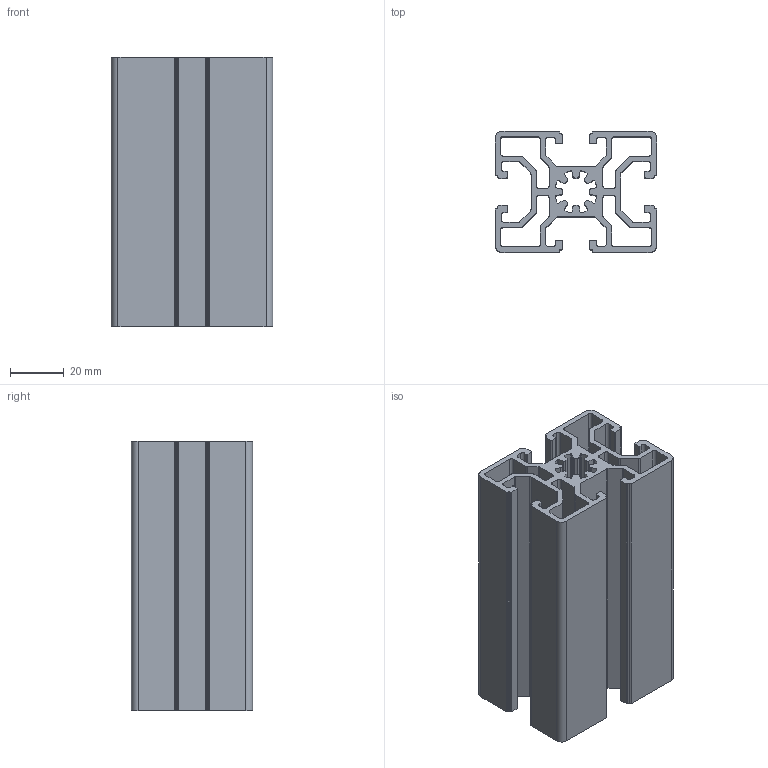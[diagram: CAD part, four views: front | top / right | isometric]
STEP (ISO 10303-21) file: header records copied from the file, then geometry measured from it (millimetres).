
FILE_DESCRIPTION (( 'STEP AP203' ), '1' );
FILE_NAME ('JL-10-4560E.STEP', '2019-07-24T05:51:30', ( 'User' ), ( 'China' ), 'SwSTEP 2.0', 'SolidWorks 2015', '' );
FILE_SCHEMA (( 'CONFIG_CONTROL_DESIGN' ));
Length unit declared in the file: millimetre
Products named in the file (1): JL-10-4560E
Bounding box: 60 x 45 x 100 mm (x, y, z)
Volume: 89811.5 mm3; surface area: 78316.8 mm2
Topology: 1 solids, 1 shells, 450 faces, 1317 edges, 878 vertices
Faces by surface type: plane 260, cylinder 162, bspline 28
Entity records: 15934 total; most frequent: CARTESIAN_POINT 3754, ORIENTED_EDGE 2634, DIRECTION 2431, EDGE_CURVE 1317, LINE 937, VECTOR 937, VERTEX_POINT 878, AXIS2_PLACEMENT_3D 747
